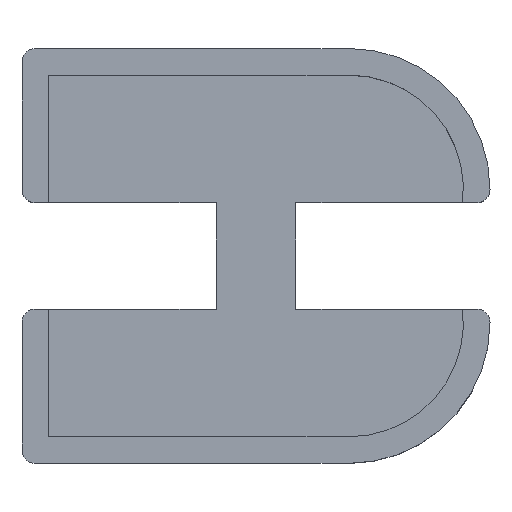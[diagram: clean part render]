
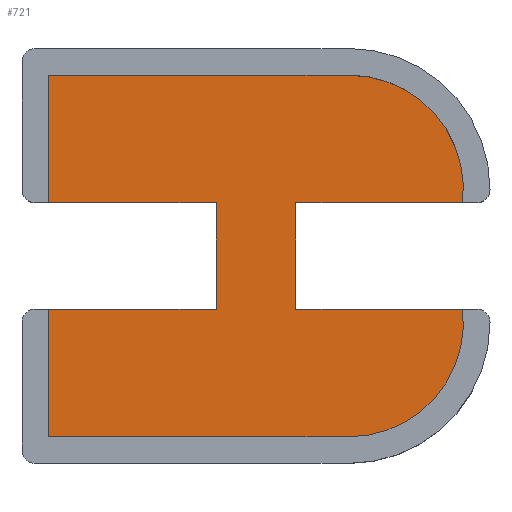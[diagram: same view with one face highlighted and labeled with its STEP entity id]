
A CAD part, top view. The second image highlights one B-rep face of the part: STEP entity #721.
In plain terms, the highlighted planar face has unit normal (0, 0, 1).
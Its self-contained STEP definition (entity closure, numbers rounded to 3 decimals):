
#50=CIRCLE('',#782,4.3);
#68=CIRCLE('',#820,4.3);
#115=FACE_OUTER_BOUND('',#159,.T.);
#159=EDGE_LOOP('',(#637,#638,#639,#640,#641,#642,#643,#644,#645,#646,#647,
#648));
#166=LINE('',#1062,#232);
#171=LINE('',#1073,#237);
#173=LINE('',#1077,#239);
#182=LINE('',#1094,#248);
#199=LINE('',#1163,#265);
#200=LINE('',#1165,#266);
#205=LINE('',#1176,#271);
#206=LINE('',#1179,#272);
#226=LINE('',#1254,#292);
#227=LINE('',#1255,#293);
#232=VECTOR('',#832,4.);
#237=VECTOR('',#841,4.);
#239=VECTOR('',#845,6.271);
#248=VECTOR('',#856,6.3);
#265=VECTOR('',#941,4.8);
#266=VECTOR('',#944,11.3);
#271=VECTOR('',#953,6.271);
#272=VECTOR('',#956,6.3);
#292=VECTOR('',#1044,11.3);
#293=VECTOR('',#1045,4.8);
#296=VERTEX_POINT('',#1056);
#298=VERTEX_POINT('',#1060);
#301=VERTEX_POINT('',#1070);
#302=VERTEX_POINT('',#1072);
#303=VERTEX_POINT('',#1076);
#310=VERTEX_POINT('',#1092);
#327=VERTEX_POINT('',#1157);
#328=VERTEX_POINT('',#1161);
#332=VERTEX_POINT('',#1174);
#333=VERTEX_POINT('',#1178);
#353=VERTEX_POINT('',#1249);
#354=VERTEX_POINT('',#1253);
#358=EDGE_CURVE('',#296,#298,#166,.T.);
#363=EDGE_CURVE('',#302,#301,#171,.T.);
#365=EDGE_CURVE('',#303,#296,#173,.T.);
#374=EDGE_CURVE('',#301,#310,#182,.T.);
#406=EDGE_CURVE('',#327,#303,#50,.T.);
#409=EDGE_CURVE('',#328,#310,#199,.T.);
#410=EDGE_CURVE('',#327,#328,#200,.T.);
#415=EDGE_CURVE('',#332,#298,#205,.T.);
#416=EDGE_CURVE('',#302,#333,#206,.T.);
#452=EDGE_CURVE('',#353,#332,#68,.T.);
#454=EDGE_CURVE('',#353,#354,#226,.T.);
#455=EDGE_CURVE('',#354,#333,#227,.T.);
#637=ORIENTED_EDGE('',*,*,#452,.F.);
#638=ORIENTED_EDGE('',*,*,#454,.T.);
#639=ORIENTED_EDGE('',*,*,#455,.T.);
#640=ORIENTED_EDGE('',*,*,#416,.F.);
#641=ORIENTED_EDGE('',*,*,#363,.T.);
#642=ORIENTED_EDGE('',*,*,#374,.T.);
#643=ORIENTED_EDGE('',*,*,#409,.F.);
#644=ORIENTED_EDGE('',*,*,#410,.F.);
#645=ORIENTED_EDGE('',*,*,#406,.T.);
#646=ORIENTED_EDGE('',*,*,#365,.T.);
#647=ORIENTED_EDGE('',*,*,#358,.T.);
#648=ORIENTED_EDGE('',*,*,#415,.F.);
#677=PLANE('',#821);
#721=ADVANCED_FACE('',(#115),#677,.T.);
#782=AXIS2_PLACEMENT_3D('',#1158,#935,#936);
#820=AXIS2_PLACEMENT_3D('',#1250,#1039,#1040);
#821=AXIS2_PLACEMENT_3D('',#1252,#1042,#1043);
#832=DIRECTION('',(0.,1.,0.));
#841=DIRECTION('',(0.,-1.,0.));
#845=DIRECTION('',(-1.,0.,0.));
#856=DIRECTION('',(-1.,0.,0.));
#935=DIRECTION('center_axis',(0.,0.,1.));
#936=DIRECTION('ref_axis',(0.996,0.094,0.));
#941=DIRECTION('',(0.,1.,0.));
#944=DIRECTION('',(-1.,0.,0.));
#953=DIRECTION('',(-1.,0.,0.));
#956=DIRECTION('',(-1.,0.,0.));
#1039=DIRECTION('center_axis',(0.,0.,-1.));
#1040=DIRECTION('ref_axis',(0.996,-0.094,0.));
#1042=DIRECTION('center_axis',(0.,0.,1.));
#1043=DIRECTION('ref_axis',(1.,0.,0.));
#1044=DIRECTION('',(-1.,0.,0.));
#1045=DIRECTION('',(0.,-1.,0.));
#1056=CARTESIAN_POINT('',(10.3,-4.,1.));
#1060=CARTESIAN_POINT('',(10.3,0.,1.));
#1062=CARTESIAN_POINT('',(10.3,-2.,1.));
#1070=CARTESIAN_POINT('',(7.3,-4.,1.));
#1072=CARTESIAN_POINT('',(7.3,0.,1.));
#1073=CARTESIAN_POINT('',(7.3,-2.,1.));
#1076=CARTESIAN_POINT('',(16.571,-4.,1.));
#1077=CARTESIAN_POINT('',(13.2,-4.,1.));
#1092=CARTESIAN_POINT('',(1.,-4.,1.));
#1094=CARTESIAN_POINT('',(13.2,-4.,1.));
#1157=CARTESIAN_POINT('',(12.3,-8.8,1.));
#1158=CARTESIAN_POINT('Origin',(12.3,-4.5,1.));
#1161=CARTESIAN_POINT('',(1.,-8.8,1.));
#1163=CARTESIAN_POINT('',(1.,-5.45,1.));
#1165=CARTESIAN_POINT('',(4.4,-8.8,1.));
#1174=CARTESIAN_POINT('',(16.571,0.,1.));
#1176=CARTESIAN_POINT('',(13.2,0.,1.));
#1178=CARTESIAN_POINT('',(1.,0.,1.));
#1179=CARTESIAN_POINT('',(13.2,0.,1.));
#1249=CARTESIAN_POINT('',(12.3,4.8,1.));
#1250=CARTESIAN_POINT('Origin',(12.3,0.5,1.));
#1252=CARTESIAN_POINT('Origin',(8.8,2.9,1.));
#1253=CARTESIAN_POINT('',(1.,4.8,1.));
#1254=CARTESIAN_POINT('',(4.4,4.8,1.));
#1255=CARTESIAN_POINT('',(1.,1.45,1.));
